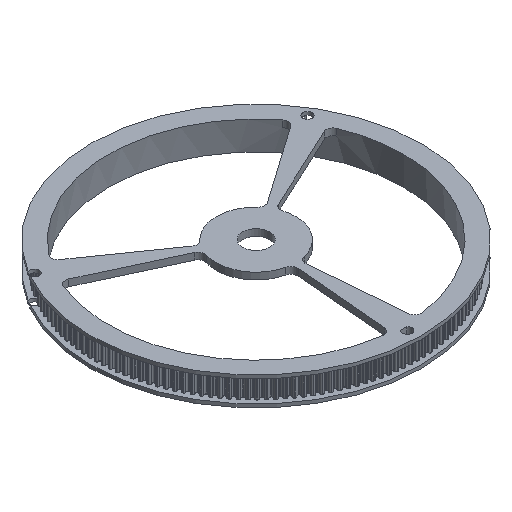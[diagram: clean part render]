
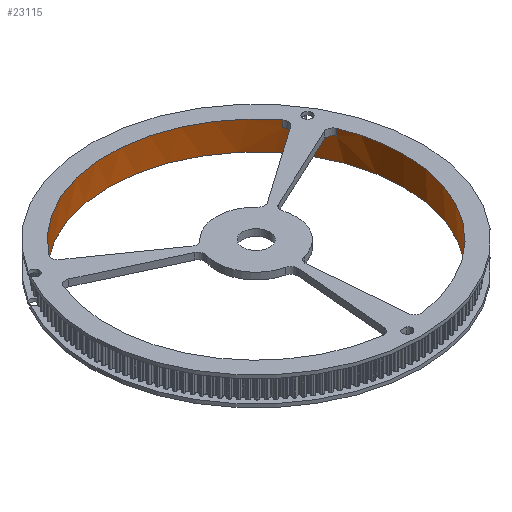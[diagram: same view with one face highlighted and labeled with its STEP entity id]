
A CAD part, isometric view. The second image highlights one B-rep face of the part: STEP entity #23115.
In plain terms, the highlighted cylindrical face has radius 44.075 mm (diameter 88.149 mm), a full revolution.
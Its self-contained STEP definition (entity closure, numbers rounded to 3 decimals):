
#492=FACE_OUTER_BOUND('',#1721,.T.);
#1721=EDGE_LOOP('',(#14968,#14969,#14970,#14971,#14972,#14973,#14974,#14975,
#14976,#14977,#14978,#14979,#14980,#14981,#14982,#14983));
#2968=LINE('',#34903,#5102);
#2969=LINE('',#34909,#5103);
#2970=LINE('',#34913,#5104);
#2971=LINE('',#34918,#5105);
#2972=LINE('',#34922,#5106);
#2973=LINE('',#34926,#5107);
#2974=LINE('',#34930,#5108);
#5102=VECTOR('',#27182,10.);
#5103=VECTOR('',#27189,10.);
#5104=VECTOR('',#27192,44.075);
#5105=VECTOR('',#27197,10.);
#5106=VECTOR('',#27200,10.);
#5107=VECTOR('',#27203,10.);
#5108=VECTOR('',#27206,10.);
#7232=CIRCLE('',#24371,44.075);
#7233=CIRCLE('',#24372,44.075);
#7234=CIRCLE('',#24373,44.075);
#7235=CIRCLE('',#24374,44.075);
#7236=CIRCLE('',#24375,44.075);
#7237=CIRCLE('',#24376,44.075);
#7238=CIRCLE('',#24377,44.075);
#7239=CIRCLE('',#24378,44.075);
#8800=VERTEX_POINT('',#34900);
#8801=VERTEX_POINT('',#34902);
#8802=VERTEX_POINT('',#34906);
#8803=VERTEX_POINT('',#34908);
#8804=VERTEX_POINT('',#34910);
#8805=VERTEX_POINT('',#34912);
#8806=VERTEX_POINT('',#34915);
#8807=VERTEX_POINT('',#34917);
#8808=VERTEX_POINT('',#34919);
#8809=VERTEX_POINT('',#34921);
#8810=VERTEX_POINT('',#34923);
#8811=VERTEX_POINT('',#34925);
#8812=VERTEX_POINT('',#34927);
#8813=VERTEX_POINT('',#34929);
#11267=EDGE_CURVE('',#8800,#8801,#2968,.T.);
#11269=EDGE_CURVE('',#8800,#8802,#7232,.T.);
#11270=EDGE_CURVE('',#8803,#8802,#2969,.T.);
#11271=EDGE_CURVE('',#8804,#8803,#7233,.T.);
#11272=EDGE_CURVE('',#8804,#8805,#2970,.T.);
#11273=EDGE_CURVE('',#8805,#8805,#7234,.T.);
#11274=EDGE_CURVE('',#8806,#8804,#7235,.T.);
#11275=EDGE_CURVE('',#8807,#8806,#2971,.T.);
#11276=EDGE_CURVE('',#8807,#8808,#7236,.T.);
#11277=EDGE_CURVE('',#8809,#8808,#2972,.T.);
#11278=EDGE_CURVE('',#8810,#8809,#7237,.T.);
#11279=EDGE_CURVE('',#8811,#8810,#2973,.T.);
#11280=EDGE_CURVE('',#8811,#8812,#7238,.T.);
#11281=EDGE_CURVE('',#8813,#8812,#2974,.T.);
#11282=EDGE_CURVE('',#8801,#8813,#7239,.T.);
#14968=ORIENTED_EDGE('',*,*,#11267,.F.);
#14969=ORIENTED_EDGE('',*,*,#11269,.T.);
#14970=ORIENTED_EDGE('',*,*,#11270,.F.);
#14971=ORIENTED_EDGE('',*,*,#11271,.F.);
#14972=ORIENTED_EDGE('',*,*,#11272,.T.);
#14973=ORIENTED_EDGE('',*,*,#11273,.F.);
#14974=ORIENTED_EDGE('',*,*,#11272,.F.);
#14975=ORIENTED_EDGE('',*,*,#11274,.F.);
#14976=ORIENTED_EDGE('',*,*,#11275,.F.);
#14977=ORIENTED_EDGE('',*,*,#11276,.T.);
#14978=ORIENTED_EDGE('',*,*,#11277,.F.);
#14979=ORIENTED_EDGE('',*,*,#11278,.F.);
#14980=ORIENTED_EDGE('',*,*,#11279,.F.);
#14981=ORIENTED_EDGE('',*,*,#11280,.T.);
#14982=ORIENTED_EDGE('',*,*,#11281,.F.);
#14983=ORIENTED_EDGE('',*,*,#11282,.F.);
#22343=CYLINDRICAL_SURFACE('',#24370,44.075);
#23115=ADVANCED_FACE('',(#492),#22343,.F.);
#24370=AXIS2_PLACEMENT_3D('',#34905,#27185,#27186);
#24371=AXIS2_PLACEMENT_3D('',#34907,#27187,#27188);
#24372=AXIS2_PLACEMENT_3D('',#34911,#27190,#27191);
#24373=AXIS2_PLACEMENT_3D('',#34914,#27193,#27194);
#24374=AXIS2_PLACEMENT_3D('',#34916,#27195,#27196);
#24375=AXIS2_PLACEMENT_3D('',#34920,#27198,#27199);
#24376=AXIS2_PLACEMENT_3D('',#34924,#27201,#27202);
#24377=AXIS2_PLACEMENT_3D('',#34928,#27204,#27205);
#24378=AXIS2_PLACEMENT_3D('',#34931,#27207,#27208);
#27182=DIRECTION('',(0.,0.,1.));
#27185=DIRECTION('center_axis',(0.,0.,-1.));
#27186=DIRECTION('ref_axis',(-1.,0.,0.));
#27187=DIRECTION('center_axis',(0.,0.,1.));
#27188=DIRECTION('ref_axis',(-1.,0.,0.));
#27189=DIRECTION('',(0.,0.,-1.));
#27190=DIRECTION('center_axis',(0.,0.,-1.));
#27191=DIRECTION('ref_axis',(-1.,0.,0.));
#27192=DIRECTION('',(0.,0.,-1.));
#27193=DIRECTION('center_axis',(0.,0.,1.));
#27194=DIRECTION('ref_axis',(1.,0.,0.));
#27195=DIRECTION('center_axis',(0.,0.,-1.));
#27196=DIRECTION('ref_axis',(-1.,0.,0.));
#27197=DIRECTION('',(0.,0.,1.));
#27198=DIRECTION('center_axis',(0.,0.,1.));
#27199=DIRECTION('ref_axis',(-1.,0.,0.));
#27200=DIRECTION('',(0.,0.,-1.));
#27201=DIRECTION('center_axis',(0.,0.,-1.));
#27202=DIRECTION('ref_axis',(-1.,0.,0.));
#27203=DIRECTION('',(0.,0.,1.));
#27204=DIRECTION('center_axis',(0.,0.,1.));
#27205=DIRECTION('ref_axis',(-1.,0.,0.));
#27206=DIRECTION('',(0.,0.,-1.));
#27207=DIRECTION('center_axis',(0.,0.,-1.));
#27208=DIRECTION('ref_axis',(-1.,0.,0.));
#34900=CARTESIAN_POINT('',(-50.743,1.144,-2.));
#34902=CARTESIAN_POINT('',(-50.743,1.144,0.));
#34903=CARTESIAN_POINT('',(-50.743,1.144,0.));
#34905=CARTESIAN_POINT('Origin',(-44.819,44.819,0.));
#34906=CARTESIAN_POINT('',(-38.895,1.144,-2.));
#34907=CARTESIAN_POINT('Origin',(-44.819,44.819,-2.));
#34908=CARTESIAN_POINT('',(-38.895,1.144,0.));
#34909=CARTESIAN_POINT('',(-38.895,1.144,0.));
#34910=CARTESIAN_POINT('',(-0.744,44.819,0.));
#34911=CARTESIAN_POINT('Origin',(-44.819,44.819,0.));
#34912=CARTESIAN_POINT('',(-0.744,44.819,-8.5));
#34913=CARTESIAN_POINT('',(-0.744,44.819,0.));
#34914=CARTESIAN_POINT('Origin',(-44.819,44.819,-8.5));
#34915=CARTESIAN_POINT('',(-4.034,61.526,0.));
#34916=CARTESIAN_POINT('Origin',(-44.819,44.819,0.));
#34917=CARTESIAN_POINT('',(-4.034,61.526,-2.));
#34918=CARTESIAN_POINT('',(-4.034,61.526,0.));
#34919=CARTESIAN_POINT('',(-9.958,71.787,-2.));
#34920=CARTESIAN_POINT('Origin',(-44.819,44.819,-2.));
#34921=CARTESIAN_POINT('',(-9.958,71.787,0.));
#34922=CARTESIAN_POINT('',(-9.958,71.787,0.));
#34923=CARTESIAN_POINT('',(-79.68,71.787,0.));
#34924=CARTESIAN_POINT('Origin',(-44.819,44.819,0.));
#34925=CARTESIAN_POINT('',(-79.68,71.787,-2.));
#34926=CARTESIAN_POINT('',(-79.68,71.787,0.));
#34927=CARTESIAN_POINT('',(-85.604,61.526,-2.));
#34928=CARTESIAN_POINT('Origin',(-44.819,44.819,-2.));
#34929=CARTESIAN_POINT('',(-85.604,61.526,0.));
#34930=CARTESIAN_POINT('',(-85.604,61.526,0.));
#34931=CARTESIAN_POINT('Origin',(-44.819,44.819,0.));
